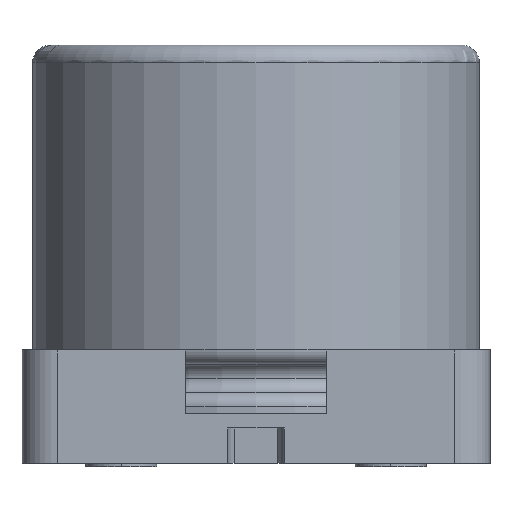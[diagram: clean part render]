
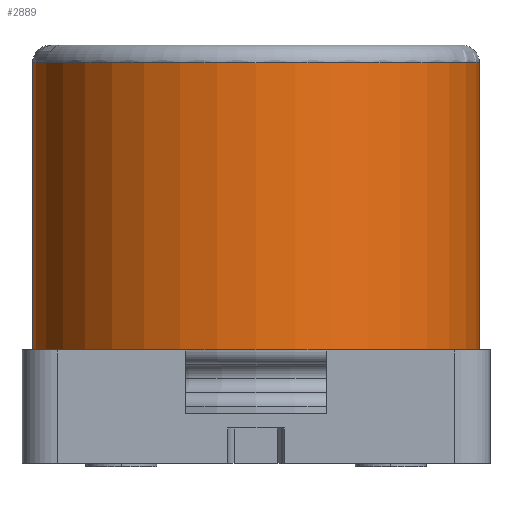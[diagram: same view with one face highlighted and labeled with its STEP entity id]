
A CAD part, left-side view. The second image highlights one B-rep face of the part: STEP entity #2889.
In plain terms, the highlighted cylindrical face has radius 3.15 mm (diameter 6.3 mm), a partial arc.
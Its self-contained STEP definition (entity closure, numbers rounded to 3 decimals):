
#138 = EDGE_LOOP ( 'NONE', ( #1650, #1659, #1662, #1887 ) ) ;
#227 = CARTESIAN_POINT ( 'NONE',  ( 0., -3.15, 3.625 ) ) ;
#276 = DIRECTION ( 'NONE',  ( 0., 0., -1. ) ) ;
#300 = DIRECTION ( 'NONE',  ( 0., 0., -1. ) ) ;
#302 = CARTESIAN_POINT ( 'NONE',  ( 0., 3.15, 3.625 ) ) ;
#305 = LINE ( 'NONE', #302, #2710 ) ;
#315 = LINE ( 'NONE', #227, #2721 ) ;
#402 = CARTESIAN_POINT ( 'NONE',  ( 0., 3.15, 5.65 ) ) ;
#411 = CARTESIAN_POINT ( 'NONE',  ( 0., -3.15, 5.65 ) ) ;
#523 = CARTESIAN_POINT ( 'NONE',  ( 0., -3.15, 1.6 ) ) ;
#551 = CARTESIAN_POINT ( 'NONE',  ( 0., 3.15, 1.6 ) ) ;
#836 = VERTEX_POINT ( 'NONE', #551 ) ;
#879 = VERTEX_POINT ( 'NONE', #523 ) ;
#999 = VERTEX_POINT ( 'NONE', #411 ) ;
#1009 = VERTEX_POINT ( 'NONE', #402 ) ;
#1325 = EDGE_CURVE ( 'NONE', #999, #879, #315, .T. ) ;
#1331 = EDGE_CURVE ( 'NONE', #1009, #836, #305, .T. ) ;
#1381 = DIRECTION ( 'NONE',  ( 0., 1., 0. ) ) ;
#1382 = DIRECTION ( 'NONE',  ( 0., 0., 1. ) ) ;
#1399 = CARTESIAN_POINT ( 'NONE',  ( 0., 0., 1.6 ) ) ;
#1408 = DIRECTION ( 'NONE',  ( 0., 0., -1. ) ) ;
#1409 = CARTESIAN_POINT ( 'NONE',  ( 0., 0., 5.65 ) ) ;
#1538 = DIRECTION ( 'NONE',  ( 0., 1., 0. ) ) ;
#1540 = FACE_OUTER_BOUND ( 'NONE', #138, .T. ) ;
#1542 = CYLINDRICAL_SURFACE ( 'NONE', #2642, 3.15 ) ;
#1545 = DIRECTION ( 'NONE',  ( 0., 0., -1. ) ) ;
#1554 = DIRECTION ( 'NONE',  ( 0., 1., 0. ) ) ;
#1575 = CARTESIAN_POINT ( 'NONE',  ( 0., 0., 3.625 ) ) ;
#1650 = ORIENTED_EDGE ( 'NONE', *, *, #1325, .F. ) ;
#1659 = ORIENTED_EDGE ( 'NONE', *, *, #2880, .T. ) ;
#1662 = ORIENTED_EDGE ( 'NONE', *, *, #1331, .T. ) ;
#1887 = ORIENTED_EDGE ( 'NONE', *, *, #2881, .T. ) ;
#2572 = AXIS2_PLACEMENT_3D ( 'NONE', #1399, #1382, #1381 ) ;
#2574 = AXIS2_PLACEMENT_3D ( 'NONE', #1409, #1408, #1554 ) ;
#2575 = CIRCLE ( 'NONE', #2572, 3.15 ) ;
#2577 = CIRCLE ( 'NONE', #2574, 3.15 ) ;
#2642 = AXIS2_PLACEMENT_3D ( 'NONE', #1575, #1545, #1538 ) ;
#2710 = VECTOR ( 'NONE', #300, 1000. ) ;
#2721 = VECTOR ( 'NONE', #276, 1000. ) ;
#2880 = EDGE_CURVE ( 'NONE', #999, #1009, #2577, .T. ) ;
#2881 = EDGE_CURVE ( 'NONE', #836, #879, #2575, .T. ) ;
#2889 = ADVANCED_FACE ( 'NONE', ( #1540 ), #1542, .T. ) ;
